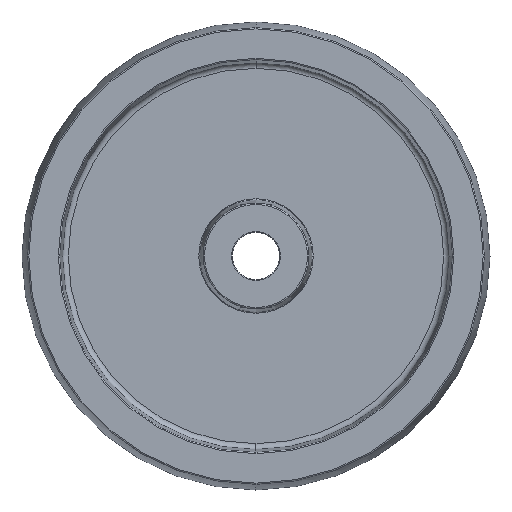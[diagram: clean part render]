
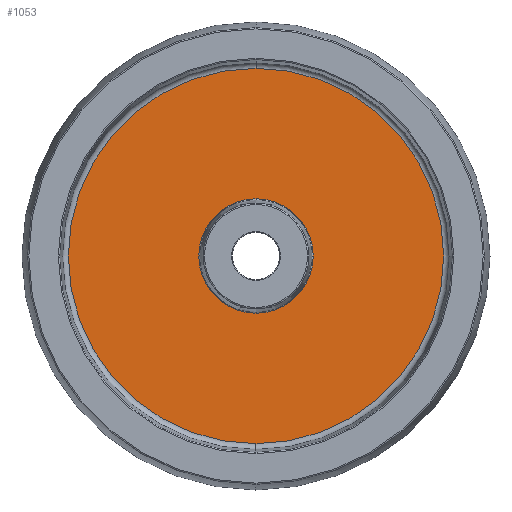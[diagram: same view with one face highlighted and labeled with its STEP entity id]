
A CAD part, left-side view. The second image highlights one B-rep face of the part: STEP entity #1053.
In plain terms, the highlighted planar face has unit normal (-1, 0, 0).
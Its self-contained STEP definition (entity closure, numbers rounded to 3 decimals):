
#55 = CARTESIAN_POINT ( 'NONE',  ( -8., 0., -24.466 ) ) ;
#122 = VERTEX_POINT ( 'NONE', #754 ) ;
#378 = AXIS2_PLACEMENT_3D ( 'NONE', #1338, #1523, #1115 ) ;
#446 = ORIENTED_EDGE ( 'NONE', *, *, #1176, .T. ) ;
#468 = ORIENTED_EDGE ( 'NONE', *, *, #1452, .T. ) ;
#546 = PLANE ( 'NONE',  #922 ) ;
#560 = FACE_OUTER_BOUND ( 'NONE', #700, .T. ) ;
#608 = DIRECTION ( 'NONE',  ( -1., 0., 0. ) ) ;
#700 = EDGE_LOOP ( 'NONE', ( #962, #468 ) ) ;
#706 = AXIS2_PLACEMENT_3D ( 'NONE', #1048, #1628, #1215 ) ;
#754 = CARTESIAN_POINT ( 'NONE',  ( -8., 0., 24.466 ) ) ;
#802 = AXIS2_PLACEMENT_3D ( 'NONE', #1086, #1505, #1204 ) ;
#832 = DIRECTION ( 'NONE',  ( -1., 0., 0. ) ) ;
#838 = EDGE_LOOP ( 'NONE', ( #1265, #446 ) ) ;
#858 = EDGE_CURVE ( 'NONE', #1110, #1286, #1162, .T. ) ;
#922 = AXIS2_PLACEMENT_3D ( 'NONE', #1529, #832, #1114 ) ;
#962 = ORIENTED_EDGE ( 'NONE', *, *, #858, .T. ) ;
#977 = CARTESIAN_POINT ( 'NONE',  ( -8., 0., 80.211 ) ) ;
#1048 = CARTESIAN_POINT ( 'NONE',  ( -8., 0., 0. ) ) ;
#1053 = ADVANCED_FACE ( 'NONE', ( #1270, #560 ), #546, .T. ) ;
#1086 = CARTESIAN_POINT ( 'NONE',  ( -8., 0., 0. ) ) ;
#1110 = VERTEX_POINT ( 'NONE', #977 ) ;
#1114 = DIRECTION ( 'NONE',  ( 0., 0., 1. ) ) ;
#1115 = DIRECTION ( 'NONE',  ( 0., 0., 1. ) ) ;
#1162 = CIRCLE ( 'NONE', #1794, 80.211 ) ;
#1171 = CARTESIAN_POINT ( 'NONE',  ( -8., 0., -80.211 ) ) ;
#1176 = EDGE_CURVE ( 'NONE', #1814, #122, #1404, .T. ) ;
#1204 = DIRECTION ( 'NONE',  ( 0., 0., 1. ) ) ;
#1215 = DIRECTION ( 'NONE',  ( 0., 0., 1. ) ) ;
#1265 = ORIENTED_EDGE ( 'NONE', *, *, #1836, .T. ) ;
#1270 = FACE_BOUND ( 'NONE', #838, .T. ) ;
#1286 = VERTEX_POINT ( 'NONE', #1171 ) ;
#1338 = CARTESIAN_POINT ( 'NONE',  ( -8., 0., 0. ) ) ;
#1404 = CIRCLE ( 'NONE', #802, 24.466 ) ;
#1452 = EDGE_CURVE ( 'NONE', #1286, #1110, #1811, .T. ) ;
#1471 = CARTESIAN_POINT ( 'NONE',  ( -8., 0., 0. ) ) ;
#1479 = DIRECTION ( 'NONE',  ( 0., 0., 1. ) ) ;
#1505 = DIRECTION ( 'NONE',  ( 1., 0., 0. ) ) ;
#1523 = DIRECTION ( 'NONE',  ( 1., 0., 0. ) ) ;
#1529 = CARTESIAN_POINT ( 'NONE',  ( -8., 82.5, 0. ) ) ;
#1628 = DIRECTION ( 'NONE',  ( -1., 0., 0. ) ) ;
#1694 = CIRCLE ( 'NONE', #378, 24.466 ) ;
#1794 = AXIS2_PLACEMENT_3D ( 'NONE', #1471, #608, #1479 ) ;
#1811 = CIRCLE ( 'NONE', #706, 80.211 ) ;
#1814 = VERTEX_POINT ( 'NONE', #55 ) ;
#1836 = EDGE_CURVE ( 'NONE', #122, #1814, #1694, .T. ) ;
